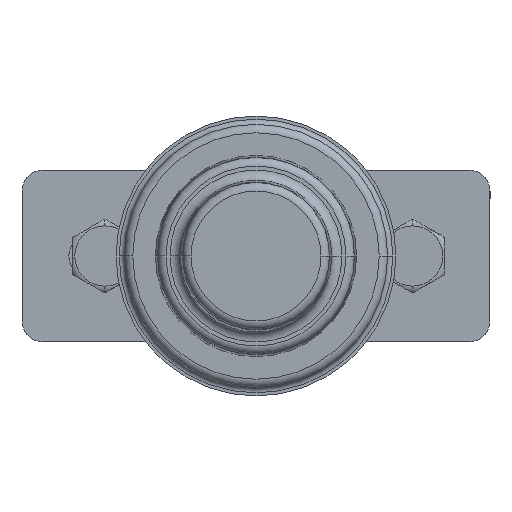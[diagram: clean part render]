
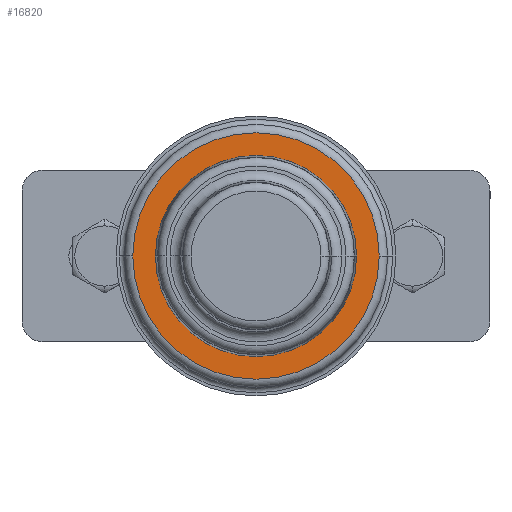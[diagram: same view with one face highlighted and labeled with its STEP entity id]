
A CAD part, left-side view. The second image highlights one B-rep face of the part: STEP entity #16820.
In plain terms, the highlighted planar face has unit normal (-1, 0, 0).
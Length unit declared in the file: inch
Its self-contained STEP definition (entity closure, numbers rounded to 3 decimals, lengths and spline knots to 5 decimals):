
#1905 = AXIS2_PLACEMENT_3D ( 'NONE', #16573, #16574, #16575 ) ;
#2512 = FACE_OUTER_BOUND ( 'NONE', #12080, .T. ) ;
#2515 = FACE_BOUND ( 'NONE', #13063, .T. ) ;
#3375 = AXIS2_PLACEMENT_3D ( 'NONE', #12446, #12449, #12316 ) ;
#3586 = CARTESIAN_POINT ( 'NONE',  ( -8.625, 0., 0.724 ) ) ;
#3912 = CARTESIAN_POINT ( 'NONE',  ( -8.625, 0., 0.591 ) ) ;
#3923 = CARTESIAN_POINT ( 'NONE',  ( -8.625, 0., -0.591 ) ) ;
#4004 = CARTESIAN_POINT ( 'NONE',  ( -8.625, 0., -0.724 ) ) ;
#4073 = EDGE_CURVE ( 'NONE', #11747, #11826, #10505, .T. ) ;
#4308 = EDGE_CURVE ( 'NONE', #11885, #11892, #15863, .T. ) ;
#4311 = EDGE_CURVE ( 'NONE', #11892, #11885, #15866, .T. ) ;
#4464 = EDGE_CURVE ( 'NONE', #11826, #11747, #16138, .T. ) ;
#5834 = DIRECTION ( 'NONE',  ( 0., 0., 1. ) ) ;
#5914 = CARTESIAN_POINT ( 'NONE',  ( -8.625, 0., 0. ) ) ;
#5993 = DIRECTION ( 'NONE',  ( -1., 0., 0. ) ) ;
#9758 = ORIENTED_EDGE ( 'NONE', *, *, #4311, .F. ) ;
#9768 = ORIENTED_EDGE ( 'NONE', *, *, #4308, .F. ) ;
#10505 = CIRCLE ( 'NONE', #3375, 0.724 ) ;
#10981 = AXIS2_PLACEMENT_3D ( 'NONE', #14396, #14392, #14391 ) ;
#11068 = AXIS2_PLACEMENT_3D ( 'NONE', #5914, #5993, #5834 ) ;
#11148 = AXIS2_PLACEMENT_3D ( 'NONE', #14451, #14438, #14436 ) ;
#11747 = VERTEX_POINT ( 'NONE', #3586 ) ;
#11826 = VERTEX_POINT ( 'NONE', #4004 ) ;
#11885 = VERTEX_POINT ( 'NONE', #3923 ) ;
#11892 = VERTEX_POINT ( 'NONE', #3912 ) ;
#12080 = EDGE_LOOP ( 'NONE', ( #17671, #17770 ) ) ;
#12316 = DIRECTION ( 'NONE',  ( 0., 0., 1. ) ) ;
#12446 = CARTESIAN_POINT ( 'NONE',  ( -8.625, 0., 0. ) ) ;
#12449 = DIRECTION ( 'NONE',  ( -1., 0., 0. ) ) ;
#13063 = EDGE_LOOP ( 'NONE', ( #9768, #9758 ) ) ;
#14391 = DIRECTION ( 'NONE',  ( 0., 0., 1. ) ) ;
#14392 = DIRECTION ( 'NONE',  ( -1., 0., 0. ) ) ;
#14396 = CARTESIAN_POINT ( 'NONE',  ( -8.625, 0., 0. ) ) ;
#14436 = DIRECTION ( 'NONE',  ( 0., 0., 1. ) ) ;
#14438 = DIRECTION ( 'NONE',  ( -1., 0., 0. ) ) ;
#14451 = CARTESIAN_POINT ( 'NONE',  ( -8.625, 0., 0. ) ) ;
#15863 = CIRCLE ( 'NONE', #11148, 0.591 ) ;
#15866 = CIRCLE ( 'NONE', #10981, 0.591 ) ;
#16138 = CIRCLE ( 'NONE', #11068, 0.724 ) ;
#16565 = PLANE ( 'NONE',  #1905 ) ;
#16573 = CARTESIAN_POINT ( 'NONE',  ( -8.625, 0., -0.591 ) ) ;
#16574 = DIRECTION ( 'NONE',  ( 1., 0., 0. ) ) ;
#16575 = DIRECTION ( 'NONE',  ( 0., 0., -1. ) ) ;
#16820 = ADVANCED_FACE ( 'NONE', ( #2515, #2512 ), #16565, .F. ) ;
#17671 = ORIENTED_EDGE ( 'NONE', *, *, #4073, .T. ) ;
#17770 = ORIENTED_EDGE ( 'NONE', *, *, #4464, .T. ) ;
